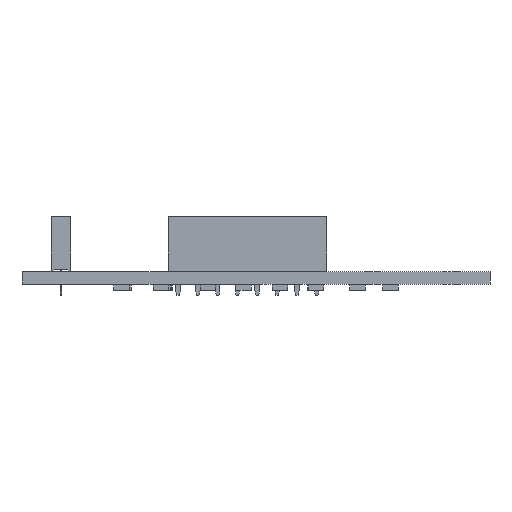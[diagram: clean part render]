
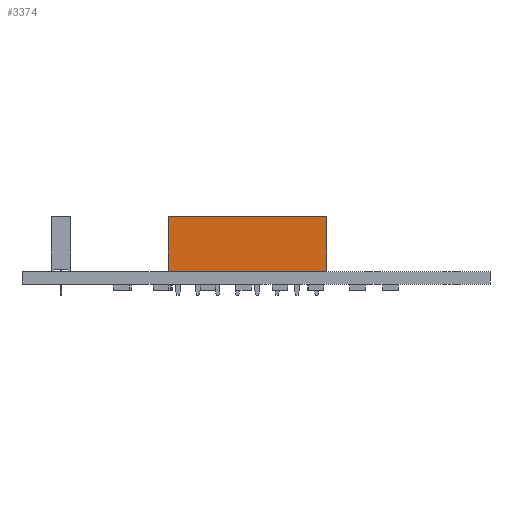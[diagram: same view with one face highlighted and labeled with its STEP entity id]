
A CAD part, left-side view. The second image highlights one B-rep face of the part: STEP entity #3374.
In plain terms, the highlighted planar face has unit normal (-1, 0, 0).
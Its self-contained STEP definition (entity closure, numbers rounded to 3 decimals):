
#208 = PLANE('',#209);
#209 = AXIS2_PLACEMENT_3D('',#210,#211,#212);
#210 = CARTESIAN_POINT('',(-1.27,-19.05,0.));
#211 = DIRECTION('',(0.,1.,0.));
#212 = DIRECTION('',(1.,0.,0.));
#236 = PLANE('',#237);
#237 = AXIS2_PLACEMENT_3D('',#238,#239,#240);
#238 = CARTESIAN_POINT('',(1.27,-19.05,7.));
#239 = DIRECTION('',(0.,0.,-1.));
#240 = DIRECTION('',(0.,-1.,0.));
#264 = PLANE('',#265);
#265 = AXIS2_PLACEMENT_3D('',#266,#267,#268);
#266 = CARTESIAN_POINT('',(1.27,1.27,0.));
#267 = DIRECTION('',(0.,-1.,0.));
#268 = DIRECTION('',(-1.,0.,0.));
#306 = VERTEX_POINT('',#307);
#307 = CARTESIAN_POINT('',(-1.27,-19.05,0.));
#323 = PLANE('',#324);
#324 = AXIS2_PLACEMENT_3D('',#325,#326,#327);
#325 = CARTESIAN_POINT('',(1.27,-19.05,0.));
#326 = DIRECTION('',(0.,0.,-1.));
#327 = DIRECTION('',(0.,-1.,0.));
#335 = EDGE_CURVE('',#306,#336,#338,.T.);
#336 = VERTEX_POINT('',#337);
#337 = CARTESIAN_POINT('',(-1.27,-19.05,7.));
#338 = SURFACE_CURVE('',#339,(#343,#350),.PCURVE_S1.);
#339 = LINE('',#340,#341);
#340 = CARTESIAN_POINT('',(-1.27,-19.05,0.));
#341 = VECTOR('',#342,1.);
#342 = DIRECTION('',(0.,0.,1.));
#343 = PCURVE('',#208,#344);
#344 = DEFINITIONAL_REPRESENTATION('',(#345),#349);
#345 = LINE('',#346,#347);
#346 = CARTESIAN_POINT('',(0.,0.));
#347 = VECTOR('',#348,1.);
#348 = DIRECTION('',(0.,-1.));
#349 = ( GEOMETRIC_REPRESENTATION_CONTEXT(2) 
PARAMETRIC_REPRESENTATION_CONTEXT() REPRESENTATION_CONTEXT('2D SPACE',''
  ) );
#350 = PCURVE('',#351,#356);
#351 = PLANE('',#352);
#352 = AXIS2_PLACEMENT_3D('',#353,#354,#355);
#353 = CARTESIAN_POINT('',(-1.27,1.27,0.));
#354 = DIRECTION('',(1.,0.,0.));
#355 = DIRECTION('',(0.,-1.,0.));
#356 = DEFINITIONAL_REPRESENTATION('',(#357),#361);
#357 = LINE('',#358,#359);
#358 = CARTESIAN_POINT('',(20.32,0.));
#359 = VECTOR('',#360,1.);
#360 = DIRECTION('',(0.,-1.));
#361 = ( GEOMETRIC_REPRESENTATION_CONTEXT(2) 
PARAMETRIC_REPRESENTATION_CONTEXT() REPRESENTATION_CONTEXT('2D SPACE',''
  ) );
#518 = VERTEX_POINT('',#519);
#519 = CARTESIAN_POINT('',(-1.27,1.27,7.));
#540 = EDGE_CURVE('',#541,#518,#543,.T.);
#541 = VERTEX_POINT('',#542);
#542 = CARTESIAN_POINT('',(-1.27,1.27,0.));
#543 = SURFACE_CURVE('',#544,(#548,#555),.PCURVE_S1.);
#544 = LINE('',#545,#546);
#545 = CARTESIAN_POINT('',(-1.27,1.27,0.));
#546 = VECTOR('',#547,1.);
#547 = DIRECTION('',(0.,0.,1.));
#548 = PCURVE('',#264,#549);
#549 = DEFINITIONAL_REPRESENTATION('',(#550),#554);
#550 = LINE('',#551,#552);
#551 = CARTESIAN_POINT('',(2.54,0.));
#552 = VECTOR('',#553,1.);
#553 = DIRECTION('',(0.,-1.));
#554 = ( GEOMETRIC_REPRESENTATION_CONTEXT(2) 
PARAMETRIC_REPRESENTATION_CONTEXT() REPRESENTATION_CONTEXT('2D SPACE',''
  ) );
#555 = PCURVE('',#351,#556);
#556 = DEFINITIONAL_REPRESENTATION('',(#557),#561);
#557 = LINE('',#558,#559);
#558 = CARTESIAN_POINT('',(0.,0.));
#559 = VECTOR('',#560,1.);
#560 = DIRECTION('',(0.,-1.));
#561 = ( GEOMETRIC_REPRESENTATION_CONTEXT(2) 
PARAMETRIC_REPRESENTATION_CONTEXT() REPRESENTATION_CONTEXT('2D SPACE',''
  ) );
#685 = EDGE_CURVE('',#518,#336,#686,.T.);
#686 = SURFACE_CURVE('',#687,(#691,#698),.PCURVE_S1.);
#687 = LINE('',#688,#689);
#688 = CARTESIAN_POINT('',(-1.27,1.27,7.));
#689 = VECTOR('',#690,1.);
#690 = DIRECTION('',(0.,-1.,0.));
#691 = PCURVE('',#236,#692);
#692 = DEFINITIONAL_REPRESENTATION('',(#693),#697);
#693 = LINE('',#694,#695);
#694 = CARTESIAN_POINT('',(-20.32,2.54));
#695 = VECTOR('',#696,1.);
#696 = DIRECTION('',(1.,0.));
#697 = ( GEOMETRIC_REPRESENTATION_CONTEXT(2) 
PARAMETRIC_REPRESENTATION_CONTEXT() REPRESENTATION_CONTEXT('2D SPACE',''
  ) );
#698 = PCURVE('',#351,#699);
#699 = DEFINITIONAL_REPRESENTATION('',(#700),#704);
#700 = LINE('',#701,#702);
#701 = CARTESIAN_POINT('',(0.,-7.));
#702 = VECTOR('',#703,1.);
#703 = DIRECTION('',(1.,0.));
#704 = ( GEOMETRIC_REPRESENTATION_CONTEXT(2) 
PARAMETRIC_REPRESENTATION_CONTEXT() REPRESENTATION_CONTEXT('2D SPACE',''
  ) );
#1644 = EDGE_CURVE('',#541,#306,#1645,.T.);
#1645 = SURFACE_CURVE('',#1646,(#1650,#1657),.PCURVE_S1.);
#1646 = LINE('',#1647,#1648);
#1647 = CARTESIAN_POINT('',(-1.27,1.27,0.));
#1648 = VECTOR('',#1649,1.);
#1649 = DIRECTION('',(0.,-1.,0.));
#1650 = PCURVE('',#323,#1651);
#1651 = DEFINITIONAL_REPRESENTATION('',(#1652),#1656);
#1652 = LINE('',#1653,#1654);
#1653 = CARTESIAN_POINT('',(-20.32,2.54));
#1654 = VECTOR('',#1655,1.);
#1655 = DIRECTION('',(1.,0.));
#1656 = ( GEOMETRIC_REPRESENTATION_CONTEXT(2) 
PARAMETRIC_REPRESENTATION_CONTEXT() REPRESENTATION_CONTEXT('2D SPACE',''
  ) );
#1657 = PCURVE('',#351,#1658);
#1658 = DEFINITIONAL_REPRESENTATION('',(#1659),#1663);
#1659 = LINE('',#1660,#1661);
#1660 = CARTESIAN_POINT('',(0.,0.));
#1661 = VECTOR('',#1662,1.);
#1662 = DIRECTION('',(1.,0.));
#1663 = ( GEOMETRIC_REPRESENTATION_CONTEXT(2) 
PARAMETRIC_REPRESENTATION_CONTEXT() REPRESENTATION_CONTEXT('2D SPACE',''
  ) );
#3374 = ADVANCED_FACE('',(#3375),#351,.F.);
#3375 = FACE_BOUND('',#3376,.F.);
#3376 = EDGE_LOOP('',(#3377,#3378,#3379,#3380));
#3377 = ORIENTED_EDGE('',*,*,#540,.T.);
#3378 = ORIENTED_EDGE('',*,*,#685,.T.);
#3379 = ORIENTED_EDGE('',*,*,#335,.F.);
#3380 = ORIENTED_EDGE('',*,*,#1644,.F.);
